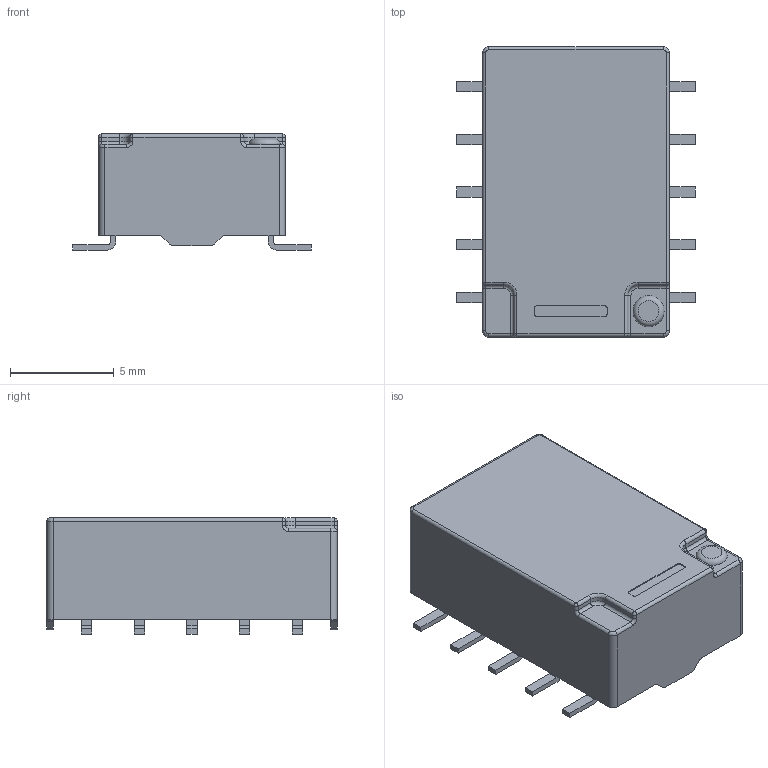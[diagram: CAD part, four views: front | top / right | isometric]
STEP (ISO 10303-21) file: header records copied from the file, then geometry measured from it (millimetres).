
FILE_DESCRIPTION(/* description */ ('STEP AP242','CAx-IF Rec.Pracs.---Representation and Presentation of Product Manufacturing Information (PMI)---4.0---2014-10-13','CAx-IF Rec.Pracs.---3D Tessellated Geometry---0.4---2014-09-14','2;1'),/* implementation_level */ '2;1');
FILE_NAME(/* name */ '6494098f85494b1bef610e47',/* time_stamp */ '2023-06-22T08:42:56Z',/* author */ (''),/* organization */ (''),/* preprocessor_version */ 'ST-DEVELOPER v19.4',/* originating_system */ ' ',/* authorisation */ ' ');
FILE_SCHEMA (('AP242_MANAGED_MODEL_BASED_3D_ENGINEERING_MIM_LF { 1 0 10303 442 1 1 4 }'));
Length unit declared in the file: metre
Products named in the file (4): TQ2SA; leg; inner; housing
Assembly tree (12 placements, depth 2):
  TQ2SA
    leg  x10
    inner
    housing
Bounding box: 11.5 x 14 x 5.6 mm (x, y, z)
Volume: 616.5 mm3; surface area: 1005.5 mm2
Topology: 12 solids, 12 shells, 288 faces, 751 edges, 486 vertices
Faces by surface type: plane 181, cylinder 90, torus 13, sphere 4
Entity records: 6434 total; most frequent: DIRECTION 1110, CARTESIAN_POINT 1083, ORIENTED_EDGE 1060, EDGE_CURVE 530, LINE 372, VECTOR 372, AXIS2_PLACEMENT_3D 369, VERTEX_POINT 342
